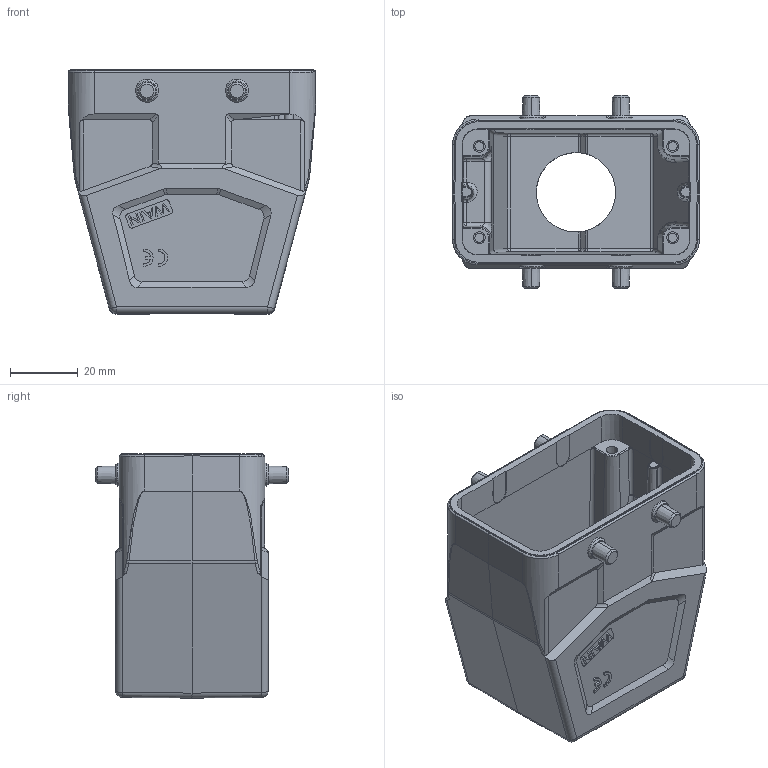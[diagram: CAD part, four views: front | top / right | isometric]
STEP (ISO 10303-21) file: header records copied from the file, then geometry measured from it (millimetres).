
FILE_DESCRIPTION((''),'2;1');
FILE_NAME('3D_1112104305001_EMC_W10B-TEH-4','2024-01-20T',('p.yu'),(''),'PRO/ENGINEER BY PARAMETRIC TECHNOLOGY CORPORATION, 2012480','PRO/ENGINEER BY PARAMETRIC TECHNOLOGY CORPORATION, 2012480','');
FILE_SCHEMA(('CONFIG_CONTROL_DESIGN'));
Length unit declared in the file: millimetre
Products named in the file (1): 3D_1112104305001_EMC_W10B-TEH-4
Bounding box: 73 x 57 x 72 mm (x, y, z)
Volume: 64698.5 mm3; surface area: 32511.3 mm2
Topology: 1 solids, 1 shells, 523 faces, 1337 edges, 827 vertices
Faces by surface type: plane 238, cylinder 154, cone 40, bspline 37, extrusion 21, sphere 20, torus 13
Entity records: 18861 total; most frequent: CARTESIAN_POINT 6779, ORIENTED_EDGE 2634, DIRECTION 2263, EDGE_CURVE 1317, VERTEX_POINT 827, VECTOR 801, LINE 780, AXIS2_PLACEMENT_3D 731
